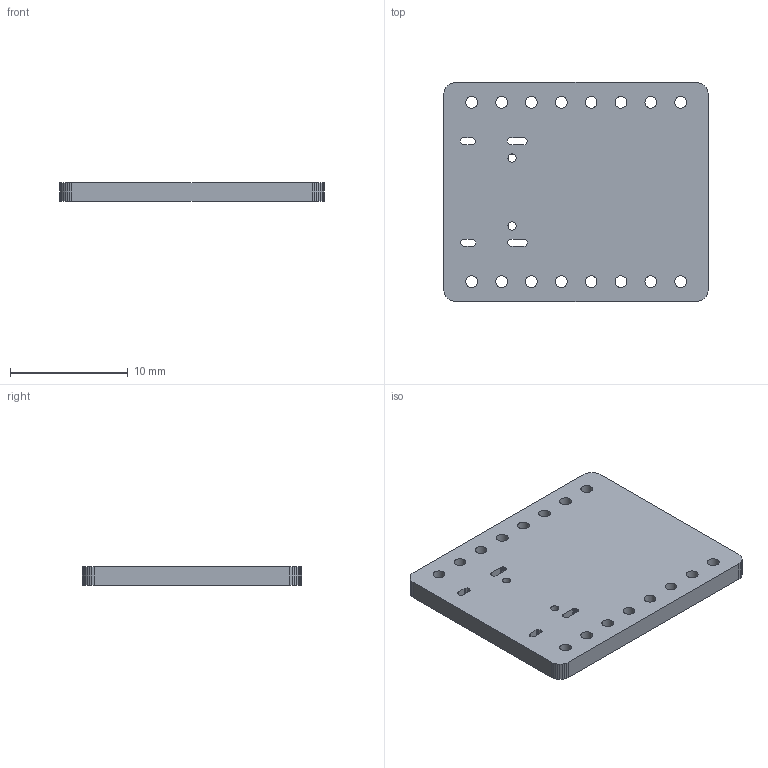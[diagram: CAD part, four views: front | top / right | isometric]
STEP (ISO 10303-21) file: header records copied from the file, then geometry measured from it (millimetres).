
FILE_DESCRIPTION(('PTSolns USB-UART Bridge'),'2;1');
FILE_NAME( 'USB-UART_Bridge_v2.0.step', '2025-08-30T11:40:34', ('PTSolns'), (''), 'v1.0', '', '');
FILE_SCHEMA(('AUTOMOTIVE_DESIGN { 1 0 10303 214 1 1 1 1 }'));
Length unit declared in the file: millimetre
Products named in the file (2): PTSolns USB-UART Bridge
Assembly tree (1 placements, depth 2):
  PTSolns USB-UART Bridge
    PTSolns USB-UART Bridge
Bounding box: 22.49 x 18.64 x 1.6 mm (x, y, z)
Volume: 642.6 mm3; surface area: 1043 mm2
Topology: 1 solids, 1 shells, 136 faces, 402 edges, 268 vertices
Faces by surface type: plane 118, cylinder 18
Full cylindrical faces by diameter (mm): 0.7 x2, 1 x16
Entity records: 9953 total; most frequent: CARTESIAN_POINT 1828, DIRECTION 1482, LINE 1134, VECTOR 1134, ORIENTED_EDGE 804, PCURVE 804, DEFINITIONAL_REPRESENTATION 804, EDGE_CURVE 402
